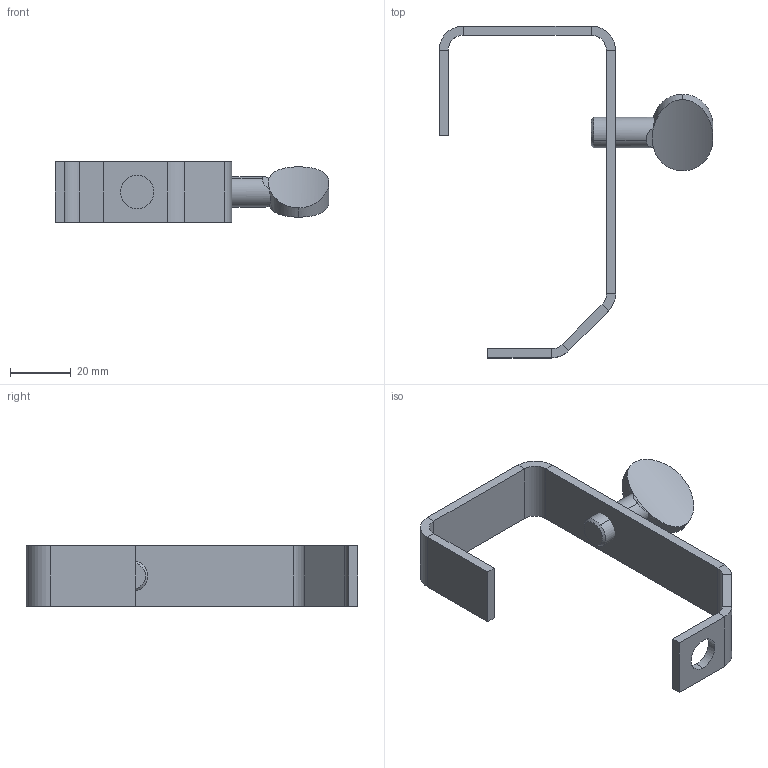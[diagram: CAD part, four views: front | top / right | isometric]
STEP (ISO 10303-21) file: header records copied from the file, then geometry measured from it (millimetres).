
FILE_DESCRIPTION (( 'STEP AP203' ), '1' );
FILE_NAME ('T20103.STEP', '2018-07-16T07:14:58', ( '' ), ( '' ), 'SwSTEP 2.0', 'SolidWorks 2016', '' );
FILE_SCHEMA (( 'CONFIG_CONTROL_DESIGN' ));
Length unit declared in the file: millimetre
Products named in the file (3): F986_F987; T20103; TH042_TH2804
Assembly tree (2 placements, depth 2):
  T20103
    TH042_TH2804
    F986_F987
Bounding box: 89.98 x 109 x 20 mm (x, y, z)
Volume: 16155 mm3; surface area: 12023.2 mm2
Topology: 2 solids, 2 shells, 254 faces, 651 edges, 420 vertices
Faces by surface type: plane 168, bspline 66, cylinder 18, cone 2
Entity records: 11753 total; most frequent: CARTESIAN_POINT 5742, ORIENTED_EDGE 1302, DIRECTION 927, EDGE_CURVE 651, LINE 485, VECTOR 485, VERTEX_POINT 420, EDGE_LOOP 277
